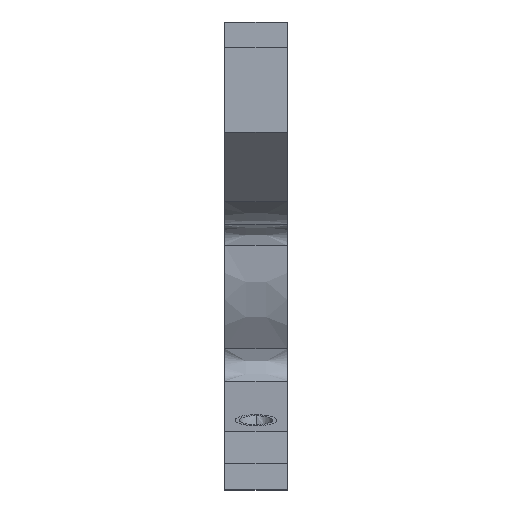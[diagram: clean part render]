
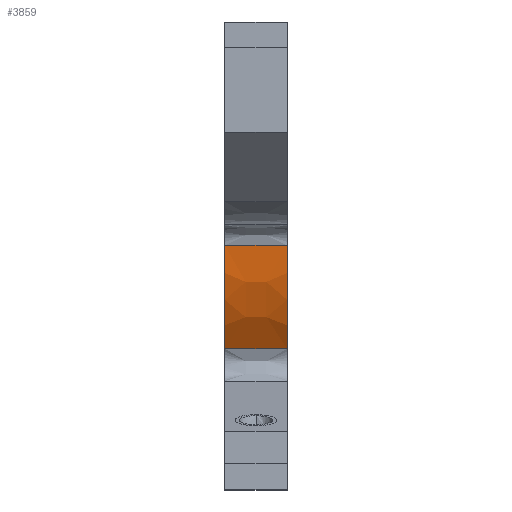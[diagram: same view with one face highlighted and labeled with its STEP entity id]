
A CAD part, top view. The second image highlights one B-rep face of the part: STEP entity #3859.
In plain terms, the highlighted free-form (B-spline) face has degree [3, 3] with [4, 4] control points.
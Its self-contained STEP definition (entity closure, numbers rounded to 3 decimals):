
#361=CARTESIAN_POINT('',(-3.,23.35,0.));
#362=DIRECTION('',(1.,0.,0.));
#363=DIRECTION('',(0.,0.009,1.));
#364=AXIS2_PLACEMENT_3D('',#361,#362,#363);
#715=CARTESIAN_POINT('',(3.,23.35,0.));
#716=DIRECTION('',(1.,0.,0.));
#717=DIRECTION('',(0.,0.009,1.));
#718=AXIS2_PLACEMENT_3D('',#715,#716,#717);
#1083=DIRECTION('',(1.,0.,0.));
#1084=VECTOR('',#1083,6.);
#1085=CARTESIAN_POINT('',(-3.,23.495,16.499));
#1086=LINE('',#1085,#1084);
#1087=DIRECTION('',(1.,0.,0.));
#1088=VECTOR('',#1087,6.);
#1089=CARTESIAN_POINT('',(-3.,13.549,13.273));
#1090=LINE('',#1089,#1088);
#1403=CARTESIAN_POINT('',(-3.,23.495,16.499));
#1404=CARTESIAN_POINT('',(3.,23.495,16.499));
#1405=VERTEX_POINT('',#1403);
#1406=VERTEX_POINT('',#1404);
#1415=CARTESIAN_POINT('',(-3.,13.549,13.273));
#1416=CARTESIAN_POINT('',(3.,13.549,13.273));
#1417=VERTEX_POINT('',#1415);
#1418=VERTEX_POINT('',#1416);
#3835=CARTESIAN_POINT('',(-3.12,23.708,16.496));
#3836=CARTESIAN_POINT('',(-1.04,23.708,16.496));
#3837=CARTESIAN_POINT('',(1.04,23.708,16.496));
#3838=CARTESIAN_POINT('',(3.12,23.708,16.496));
#3839=CARTESIAN_POINT('',(-3.12,19.95,16.578));
#3840=CARTESIAN_POINT('',(-1.04,19.95,16.578));
#3841=CARTESIAN_POINT('',(1.04,19.95,16.578));
#3842=CARTESIAN_POINT('',(3.12,19.95,16.578));
#3843=CARTESIAN_POINT('',(-3.12,16.373,15.418));
#3844=CARTESIAN_POINT('',(-1.04,16.373,15.418));
#3845=CARTESIAN_POINT('',(1.04,16.373,15.418));
#3846=CARTESIAN_POINT('',(3.12,16.373,15.418));
#3847=CARTESIAN_POINT('',(-3.12,13.378,13.146));
#3848=CARTESIAN_POINT('',(-1.04,13.378,13.146));
#3849=CARTESIAN_POINT('',(1.04,13.378,13.146));
#3850=CARTESIAN_POINT('',(3.12,13.378,13.146));
#3851=(BOUNDED_SURFACE()B_SPLINE_SURFACE(3,3,((#3835,#3836,#3837,#3838),(#3839,
#3840,#3841,#3842),(#3843,#3844,#3845,#3846),(#3847,#3848,#3849,#3850)),
.UNSPECIFIED.,.F.,.F.,.F.)B_SPLINE_SURFACE_WITH_KNOTS((4,4),(4,4),(0.,1.),(
-0.12,6.12),.UNSPECIFIED.)GEOMETRIC_REPRESENTATION_ITEM()RATIONAL_B_SPLINE_SURFACE(((1.029,1.029,1.029,
1.029),(0.99,0.99,0.99,
0.99),(0.99,0.99,0.99,
0.99),(1.029,1.029,1.029,
1.029)))REPRESENTATION_ITEM('')SURFACE());
#3853=ORIENTED_EDGE('',*,*,#3852,.T.);
#3854=ORIENTED_EDGE('',*,*,#1994,.T.);
#3855=ORIENTED_EDGE('',*,*,#3829,.F.);
#3856=ORIENTED_EDGE('',*,*,#1696,.F.);
#3857=EDGE_LOOP('',(#3853,#3854,#3855,#3856));
#3858=FACE_OUTER_BOUND('',#3857,.F.);
#3859=ADVANCED_FACE('',(#3858),#3851,.T.);
#365=CIRCLE('',#364,16.5);
#719=CIRCLE('',#718,16.5);
#1696=EDGE_CURVE('',#1405,#1417,#365,.T.);
#1994=EDGE_CURVE('',#1406,#1418,#719,.T.);
#3829=EDGE_CURVE('',#1417,#1418,#1090,.T.);
#3852=EDGE_CURVE('',#1405,#1406,#1086,.T.);
